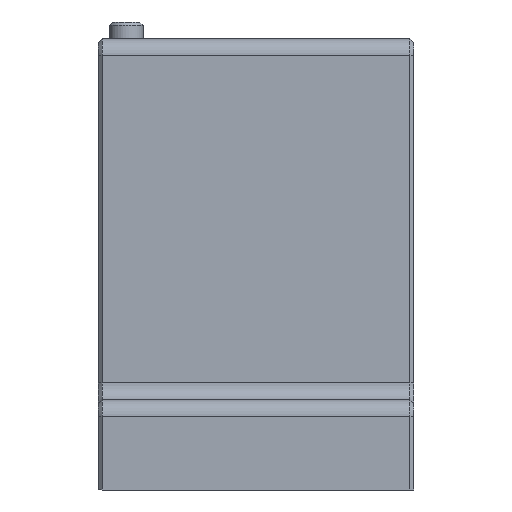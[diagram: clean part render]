
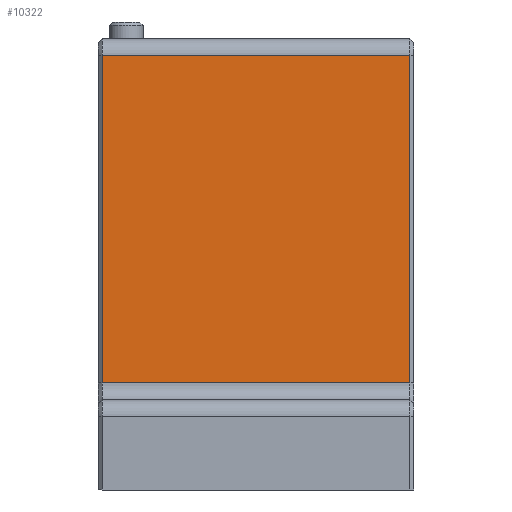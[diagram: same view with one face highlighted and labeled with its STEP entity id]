
A CAD part, front view. The second image highlights one B-rep face of the part: STEP entity #10322.
In plain terms, the highlighted planar face has unit normal (0, -1, 0).
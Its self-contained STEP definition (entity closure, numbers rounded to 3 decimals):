
#9865=CARTESIAN_POINT('',(-27.3,-40.0,19.));
#9866=VERTEX_POINT('',#9865);
#9898=CARTESIAN_POINT('',(-27.3,-40.,77.));
#9899=VERTEX_POINT('',#9898);
#9915=CARTESIAN_POINT('',(-27.3,-40.,19.));
#9916=DIRECTION('',(0.0,0.0,1.0));
#9917=VECTOR('',#9916,58.);
#9918=LINE('',#9915,#9917);
#9919=EDGE_CURVE('',#9866,#9899,#9918,.T.);
#10280=CARTESIAN_POINT('',(27.3,-40.,77.));
#10281=VERTEX_POINT('',#10280);
#10282=CARTESIAN_POINT('',(27.3,-40.,77.));
#10283=DIRECTION('',(-1.0,0.0,0.0));
#10284=VECTOR('',#10283,54.6);
#10285=LINE('',#10282,#10284);
#10286=EDGE_CURVE('',#10281,#9899,#10285,.T.);
#10299=CARTESIAN_POINT('',(0.0,-40.,80.));
#10300=DIRECTION('',(0.0,1.0,0.0));
#10301=DIRECTION('',(0.0,0.0,1.0));
#10302=AXIS2_PLACEMENT_3D('',#10299,#10300,#10301);
#10303=PLANE('',#10302);
#10304=ORIENTED_EDGE('',*,*,#9919,.F.);
#10305=CARTESIAN_POINT('',(27.3,-40.0,19.));
#10306=VERTEX_POINT('',#10305);
#10307=CARTESIAN_POINT('',(-27.3,-40.0,19.));
#10308=DIRECTION('',(1.0,0.0,0.0));
#10309=VECTOR('',#10308,54.6);
#10310=LINE('',#10307,#10309);
#10311=EDGE_CURVE('',#9866,#10306,#10310,.T.);
#10312=ORIENTED_EDGE('',*,*,#10311,.T.);
#10313=CARTESIAN_POINT('',(27.3,-40.,77.));
#10314=DIRECTION('',(0.0,0.0,-1.0));
#10315=VECTOR('',#10314,58.);
#10316=LINE('',#10313,#10315);
#10317=EDGE_CURVE('',#10281,#10306,#10316,.T.);
#10318=ORIENTED_EDGE('',*,*,#10317,.F.);
#10319=ORIENTED_EDGE('',*,*,#10286,.T.);
#10320=EDGE_LOOP('',(#10304,#10312,#10318,#10319));
#10321=FACE_OUTER_BOUND('',#10320,.T.);
#10322=ADVANCED_FACE('',(#10321),#10303,.F.);
